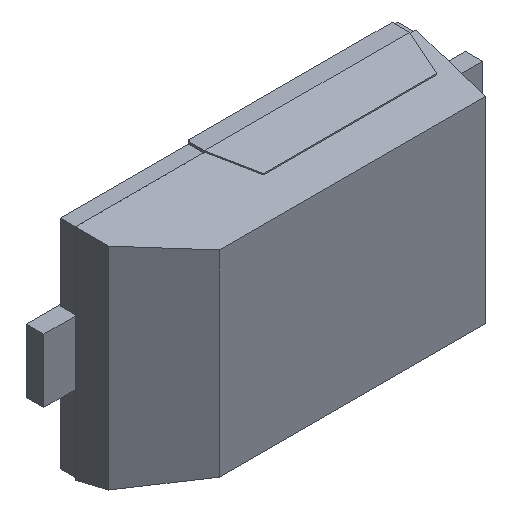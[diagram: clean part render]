
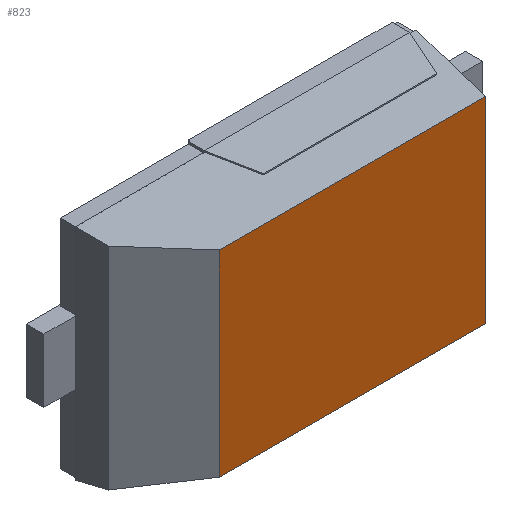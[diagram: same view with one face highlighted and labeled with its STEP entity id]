
A CAD part, isometric view. The second image highlights one B-rep face of the part: STEP entity #823.
In plain terms, the highlighted planar face has unit normal (0, -1, 0).
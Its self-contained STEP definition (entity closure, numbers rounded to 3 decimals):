
#279=VERTEX_POINT('',#280);
#280=CARTESIAN_POINT('',(-0.927,0.0,-0.852));
#326=VERTEX_POINT('',#327);
#327=CARTESIAN_POINT('',(1.377,0.0,-0.852));
#333=EDGE_CURVE('',#326,#279,#334,.F.);
#334=LINE('',#335,#336);
#335=CARTESIAN_POINT('',(0.0,0.0,-0.852));
#336=VECTOR('',#337,1.0);
#337=DIRECTION('',(1.0,0.0,0.0));
#710=EDGE_CURVE('',#711,#326,#713,.F.);
#711=VERTEX_POINT('',#712);
#712=CARTESIAN_POINT('',(1.377,0.0,0.852));
#713=LINE('',#714,#715);
#714=CARTESIAN_POINT('',(1.377,0.0,-0.61));
#715=VECTOR('',#716,1.0);
#716=DIRECTION('',(0.0,0.0,1.0));
#750=EDGE_CURVE('',#751,#711,#753,.F.);
#751=VERTEX_POINT('',#752);
#752=CARTESIAN_POINT('',(-0.927,0.0,0.852));
#753=LINE('',#754,#755);
#754=CARTESIAN_POINT('',(0.0,0.0,0.852));
#755=VECTOR('',#756,1.0);
#756=DIRECTION('',(-1.0,0.0,0.0));
#823=ADVANCED_FACE('',(#824),#835,.F.);
#824=FACE_BOUND('',#825,.T.);
#825=EDGE_LOOP('',(#826,#827,#833,#834));
#826=ORIENTED_EDGE('',*,*,#750,.F.);
#827=ORIENTED_EDGE('',*,*,#828,.T.);
#828=EDGE_CURVE('',#751,#279,#829,.T.);
#829=LINE('',#830,#831);
#830=CARTESIAN_POINT('',(-0.927,0.0,0.0));
#831=VECTOR('',#832,1.0);
#832=DIRECTION('',(0.0,0.0,-1.0));
#833=ORIENTED_EDGE('',*,*,#333,.F.);
#834=ORIENTED_EDGE('',*,*,#710,.F.);
#835=PLANE('',#836);
#836=AXIS2_PLACEMENT_3D('',#837,#838,#839);
#837=CARTESIAN_POINT('',(0.0,0.0,0.0));
#838=DIRECTION('',(0.0,1.0,0.0));
#839=DIRECTION('',(0.0,0.0,1.0));
